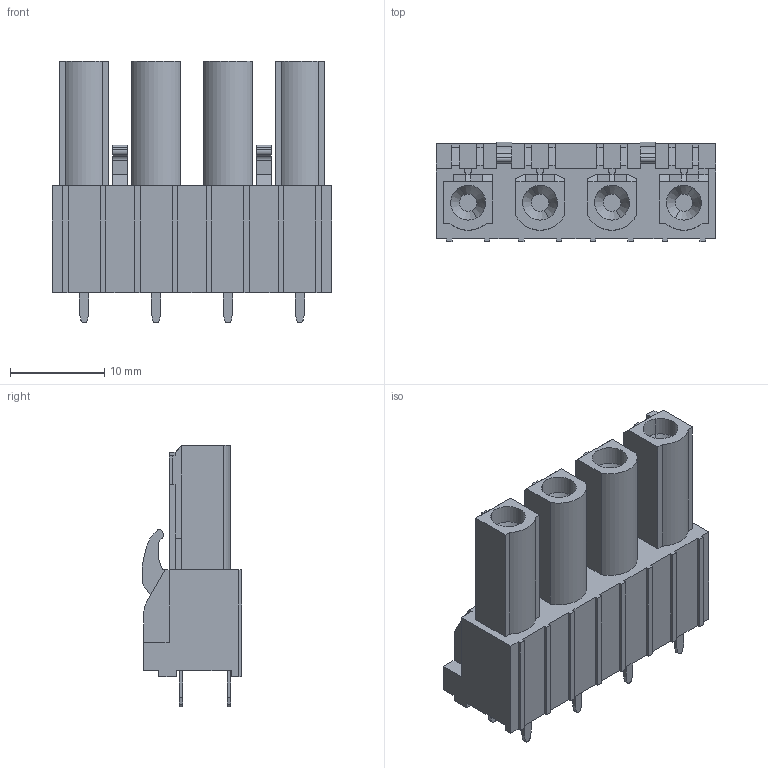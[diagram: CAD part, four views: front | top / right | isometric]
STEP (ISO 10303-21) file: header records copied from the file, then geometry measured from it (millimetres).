
FILE_DESCRIPTION(('CATIA V5 STEP Exchange','CAx-IF Rec.Pracs.--- Model Styling and Organization---1.2---2011-12-15'),'2;1');
FILE_NAME ('D1448635_0_1122090000_1122090000.stp','2018-09-18T07:17:19+00:00',('none'),('Weidmueller'),'CATIA Version 5-6 Release 2014','CATIA V5 STEP AP214','none');
FILE_SCHEMA(('AUTOMOTIVE_DESIGN { 1 0 10303 214 1 1 1 1 }'));
Length unit declared in the file: millimetre
Products named in the file (1): 1122090000
Bounding box: 29.66 x 10.54 x 27.74 mm (x, y, z)
Volume: 4100.9 mm3; surface area: 3311.6 mm2
Topology: 9 solids, 9 shells, 309 faces, 840 edges, 556 vertices
Faces by surface type: plane 263, cylinder 38, cone 8
Entity records: 8797 total; most frequent: ORIENTED_EDGE 1680, CARTESIAN_POINT 1560, DIRECTION 1160, EDGE_CURVE 840, VECTOR 754, LINE 754, VERTEX_POINT 556, EDGE_LOOP 316
